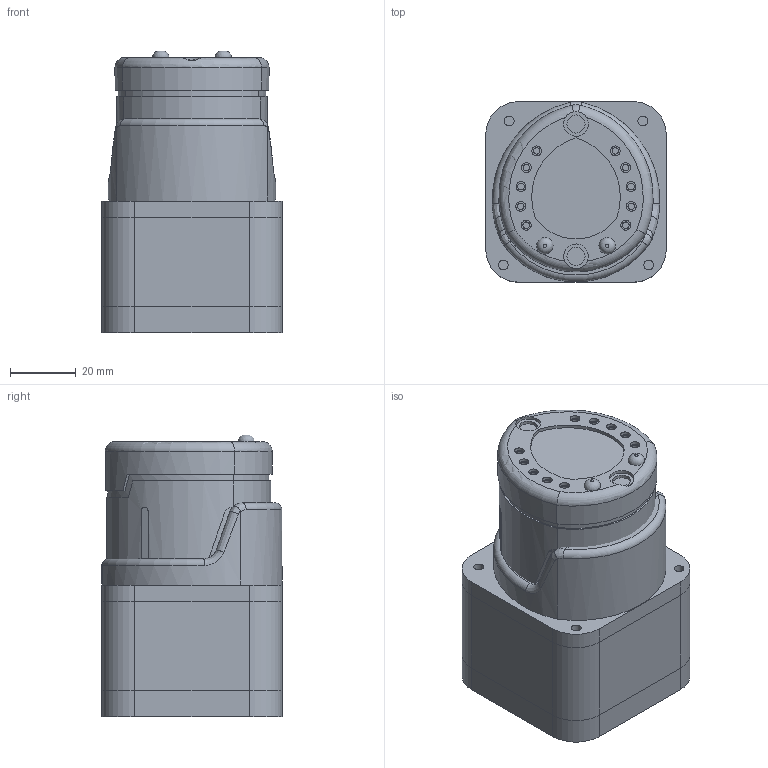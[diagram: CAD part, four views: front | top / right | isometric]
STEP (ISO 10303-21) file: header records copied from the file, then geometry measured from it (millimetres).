
FILE_DESCRIPTION(/* description */ ('STEP AP242','CAx-IF Rec.Pracs.---Representation and Presentation of Product Manufacturing Information (PMI)---4.0---2014-10-13','CAx-IF Rec.Pracs.---3D Tessellated Geometry---0.4---2014-09-14','2;1'),/* implementation_level */ '2;1');
FILE_NAME(/* name */ '6667f79881e21142c6e4a0d7',/* time_stamp */ '2024-06-11T07:07:05Z',/* author */ (''),/* organization */ (''),/* preprocessor_version */ 'ST-DEVELOPER v20',/* originating_system */ ' ',/* authorisation */ ' ');
FILE_SCHEMA (('AP242_MANAGED_MODEL_BASED_3D_ENGINEERING_MIM_LF { 1 0 10303 442 1 1 4 }'));
Length unit declared in the file: metre
Products named in the file (7): Assembly 4; cul-b; Part 5; Top-support-b; Batterie; Part 4; Millieu-support-b
Assembly tree (6 placements, depth 2):
  Assembly 4
    cul-b
    Part 5
    Top-support-b
    Batterie
    Part 4
    Millieu-support-b
Bounding box: 55 x 55 x 85.9 mm (x, y, z)
Volume: 182083.9 mm3; surface area: 52124.8 mm2
Topology: 6 solids, 6 shells, 476 faces, 1251 edges, 824 vertices
Faces by surface type: plane 262, cylinder 162, bspline 29, torus 18, cone 5
Full cylindrical faces by diameter (mm): 2 x10, 2.5 x2, 3 x26, 5.5 x2, 6.5 x1, 7.5 x2
Entity records: 15123 total; most frequent: CARTESIAN_POINT 3091, ORIENTED_EDGE 2372, DIRECTION 2355, EDGE_CURVE 1186, AXIS2_PLACEMENT_3D 825, VERTEX_POINT 808, LINE 705, VECTOR 705
